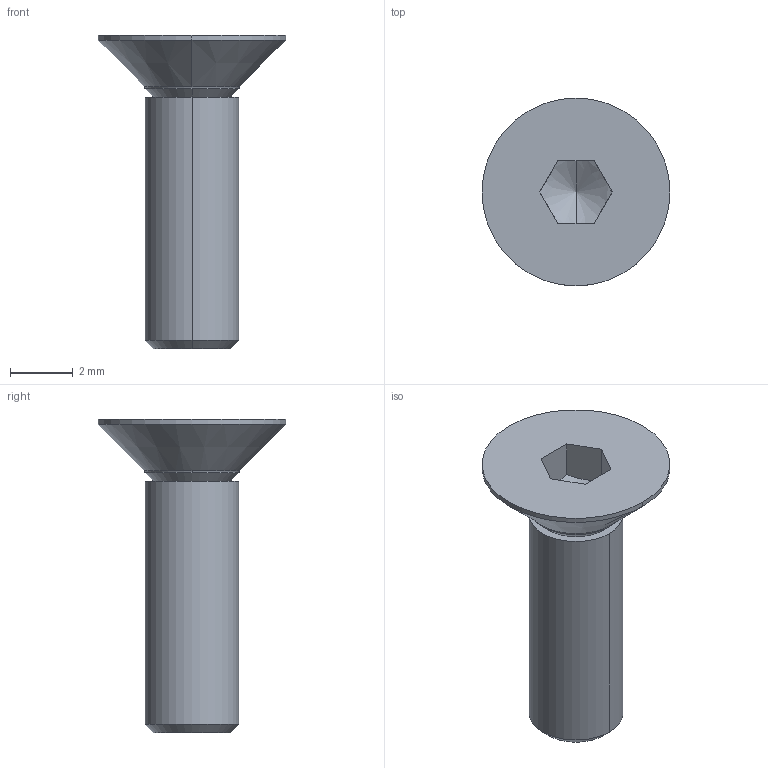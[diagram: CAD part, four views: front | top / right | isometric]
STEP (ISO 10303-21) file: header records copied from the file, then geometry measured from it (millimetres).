
FILE_DESCRIPTION(/* description */ ('Alibre Inc.'),/* implementation_level */ '2;1');
FILE_NAME(/* name */ 'export-101D6C84-D6DB-49AD-BF8C-8E9978AC6ECA',/* time_stamp */ '2021-11-10T10:38:28+01:00',/* author */ (''),/* organization */ (''),/* preprocessor_version */ 'ST-DEVELOPER v17',/* originating_system */ 'Alibre',/* authorisation */ '');
FILE_SCHEMA (('AUTOMOTIVE_DESIGN'));
Length unit declared in the file: millimetre
Products named in the file (1): screw_din_7991-m3x10-8_8
Bounding box: 6 x 6 x 10 mm (x, y, z)
Volume: 82.5 mm3; surface area: 157.6 mm2
Topology: 1 solids, 1 shells, 23 faces, 56 edges, 35 vertices
Faces by surface type: plane 9, cone 8, cylinder 4, torus 2
Entity records: 662 total; most frequent: CARTESIAN_POINT 128, ORIENTED_EDGE 108, DIRECTION 103, EDGE_CURVE 54, AXIS2_PLACEMENT_3D 45, VERTEX_POINT 35, EDGE_LOOP 25, FACE_BOUND 25
